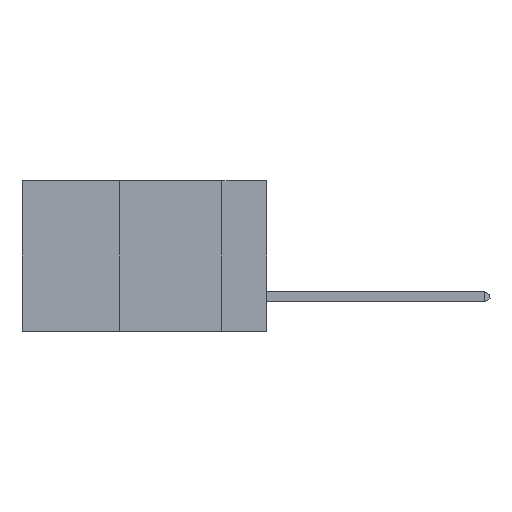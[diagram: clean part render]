
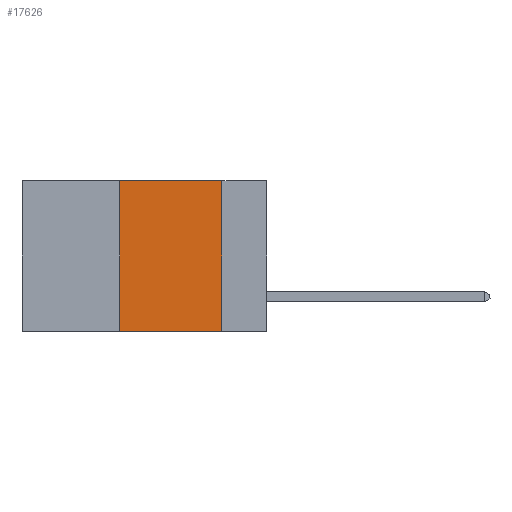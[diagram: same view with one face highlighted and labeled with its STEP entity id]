
A CAD part, left-side view. The second image highlights one B-rep face of the part: STEP entity #17626.
In plain terms, the highlighted planar face has unit normal (-1, 0, 0).
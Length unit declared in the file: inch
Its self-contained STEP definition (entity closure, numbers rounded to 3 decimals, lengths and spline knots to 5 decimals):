
#1176 = CARTESIAN_POINT ( 'NONE',  ( 0., 0.6, -0.37 ) ) ;
#3225 = VERTEX_POINT ( 'NONE', #19318 ) ;
#5335 = DIRECTION ( 'NONE',  ( 0., -1., 0. ) ) ;
#6150 = VERTEX_POINT ( 'NONE', #18516 ) ;
#7404 = CARTESIAN_POINT ( 'NONE',  ( 0., 0.11, 0. ) ) ;
#7545 = VERTEX_POINT ( 'NONE', #9448 ) ;
#7703 = PLANE ( 'NONE',  #25880 ) ;
#9389 = VECTOR ( 'NONE', #19801, 39.37008 ) ;
#9448 = CARTESIAN_POINT ( 'NONE',  ( 0., 0.11, -0.37 ) ) ;
#9832 = DIRECTION ( 'NONE',  ( 1., 0., 0. ) ) ;
#10138 = ORIENTED_EDGE ( 'NONE', *, *, #23613, .F. ) ;
#13233 = ORIENTED_EDGE ( 'NONE', *, *, #25433, .F. ) ;
#13454 = FACE_OUTER_BOUND ( 'NONE', #23568, .T. ) ;
#13531 = DIRECTION ( 'NONE',  ( 0., 0., -1. ) ) ;
#13922 = LINE ( 'NONE', #19392, #24311 ) ;
#14726 = LINE ( 'NONE', #1176, #9389 ) ;
#15490 = LINE ( 'NONE', #15541, #16137 ) ;
#15541 = CARTESIAN_POINT ( 'NONE',  ( 0., 0.6, 0. ) ) ;
#15671 = LINE ( 'NONE', #7404, #25378 ) ;
#16137 = VECTOR ( 'NONE', #5335, 39.37008 ) ;
#17521 = EDGE_CURVE ( 'NONE', #3225, #7545, #14726, .T. ) ;
#17626 = ADVANCED_FACE ( 'NONE', ( #13454 ), #7703, .F. ) ;
#18208 = EDGE_CURVE ( 'NONE', #6150, #7545, #15671, .T. ) ;
#18516 = CARTESIAN_POINT ( 'NONE',  ( 0., 0.11, 0. ) ) ;
#19318 = CARTESIAN_POINT ( 'NONE',  ( 0., 0.36, -0.37 ) ) ;
#19392 = CARTESIAN_POINT ( 'NONE',  ( 0., 0.36, 0. ) ) ;
#19801 = DIRECTION ( 'NONE',  ( 0., -1., 0. ) ) ;
#21452 = DIRECTION ( 'NONE',  ( 0., 0., 1. ) ) ;
#22057 = CARTESIAN_POINT ( 'NONE',  ( 0., 0.6, 0. ) ) ;
#23568 = EDGE_LOOP ( 'NONE', ( #25479, #13233, #10138, #24314 ) ) ;
#23613 = EDGE_CURVE ( 'NONE', #3225, #24462, #13922, .T. ) ;
#24156 = DIRECTION ( 'NONE',  ( 0., 0., -1. ) ) ;
#24311 = VECTOR ( 'NONE', #21452, 39.37008 ) ;
#24314 = ORIENTED_EDGE ( 'NONE', *, *, #17521, .T. ) ;
#24417 = CARTESIAN_POINT ( 'NONE',  ( 0., 0.36, 0. ) ) ;
#24462 = VERTEX_POINT ( 'NONE', #24417 ) ;
#25378 = VECTOR ( 'NONE', #13531, 39.37008 ) ;
#25433 = EDGE_CURVE ( 'NONE', #24462, #6150, #15490, .T. ) ;
#25479 = ORIENTED_EDGE ( 'NONE', *, *, #18208, .F. ) ;
#25880 = AXIS2_PLACEMENT_3D ( 'NONE', #22057, #9832, #24156 ) ;
